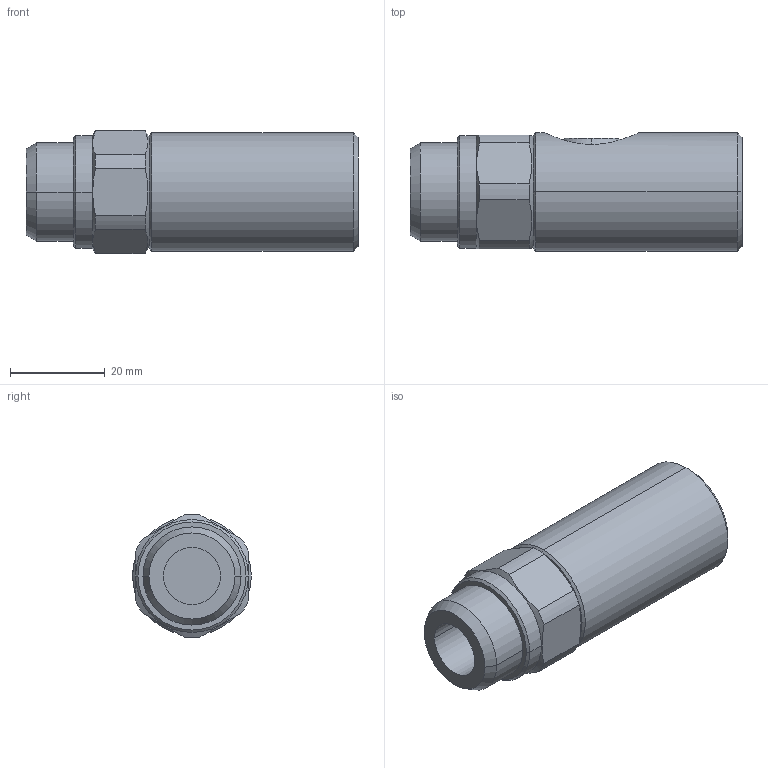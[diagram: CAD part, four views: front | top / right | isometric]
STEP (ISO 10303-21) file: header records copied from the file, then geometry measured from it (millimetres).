
FILE_DESCRIPTION (( 'STEP AP203' ), '1' );
FILE_NAME ('07420004.STEP', '2011-07-29T08:34:54', ( 'SP' ), ( 'sopra-pneumatic' ), 'SwSTEP 2.0', 'SolidWorks 2011', '' );
FILE_SCHEMA (( 'CONFIG_CONTROL_DESIGN' ));
Length unit declared in the file: millimetre
Products named in the file (1): 07420004
Bounding box: 70 x 25 x 25.98 mm (x, y, z)
Volume: 29563.6 mm3; surface area: 7308.2 mm2
Topology: 2 solids, 2 shells, 96 faces, 237 edges, 153 vertices
Faces by surface type: cone 32, cylinder 27, plane 27, sphere 10
Entity records: 3221 total; most frequent: CARTESIAN_POINT 903, DIRECTION 472, ORIENTED_EDGE 464, EDGE_CURVE 232, AXIS2_PLACEMENT_3D 191, VERTEX_POINT 150, EDGE_LOOP 106, FACE_OUTER_BOUND 96
